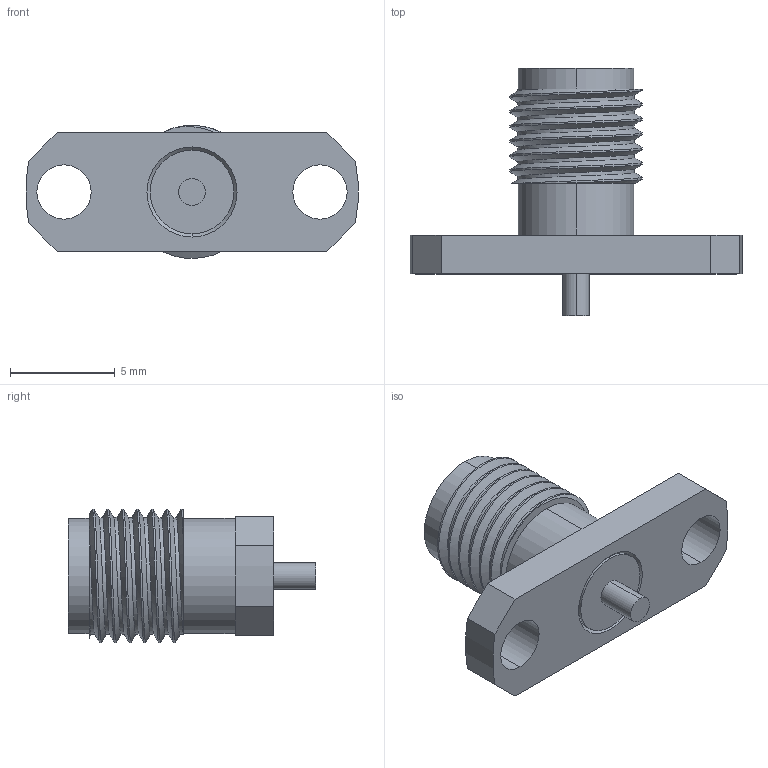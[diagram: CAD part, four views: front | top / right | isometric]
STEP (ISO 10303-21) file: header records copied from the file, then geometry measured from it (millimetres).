
FILE_DESCRIPTION (( 'STEP AP214' ), '1' );
FILE_NAME ('PCB.SMAFST.2H.A.HT.STEP', '2022-04-14T20:50:10', ( '' ), ( '' ), 'SwSTEP 2.0', 'SolidWorks 2017', '' );
FILE_SCHEMA (( 'AUTOMOTIVE_DESIGN' ));
Length unit declared in the file: millimetre
Products named in the file (1): PCB.SMAFST.2H.A.HT
Bounding box: 15.85 x 11.82 x 6.35 mm (x, y, z)
Volume: 329.1 mm3; surface area: 766.4 mm2
Topology: 3 solids, 3 shells, 59 faces, 141 edges, 92 vertices
Faces by surface type: cylinder 34, plane 16, cone 6, bspline 3
Entity records: 3172 total; most frequent: CARTESIAN_POINT 1796, ORIENTED_EDGE 282, DIRECTION 267, EDGE_CURVE 141, AXIS2_PLACEMENT_3D 105, VERTEX_POINT 92, EDGE_LOOP 71, ADVANCED_FACE 59
